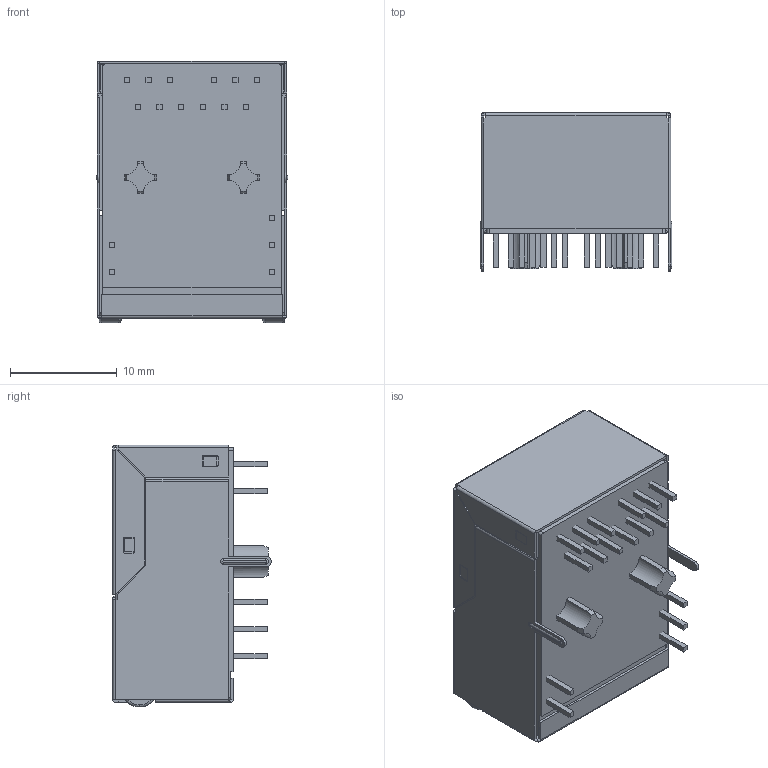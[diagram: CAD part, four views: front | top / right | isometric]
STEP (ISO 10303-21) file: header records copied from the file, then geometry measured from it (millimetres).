
FILE_DESCRIPTION (( 'STEP AP214' ), '1' );
FILE_NAME ('J0G-0003NL.STEP', '2017-11-09T13:53:50', ( '' ), ( '' ), 'SwSTEP 2.0', 'SolidWorks 2017', '' );
FILE_SCHEMA (( 'AUTOMOTIVE_DESIGN' ));
Length unit declared in the file: millimetre
Products named in the file (1): J0G-0003NL
Bounding box: 17.98 x 14.86 x 24.56 mm (x, y, z)
Volume: 2747.9 mm3; surface area: 5581 mm2
Topology: 38 solids, 38 shells, 628 faces, 1488 edges, 934 vertices
Faces by surface type: plane 479, cylinder 129, torus 12, sphere 4, bspline 4
Entity records: 18683 total; most frequent: CARTESIAN_POINT 3271, ORIENTED_EDGE 2968, DIRECTION 2968, EDGE_CURVE 1484, VECTOR 1170, LINE 1170, VERTEX_POINT 934, AXIS2_PLACEMENT_3D 899
